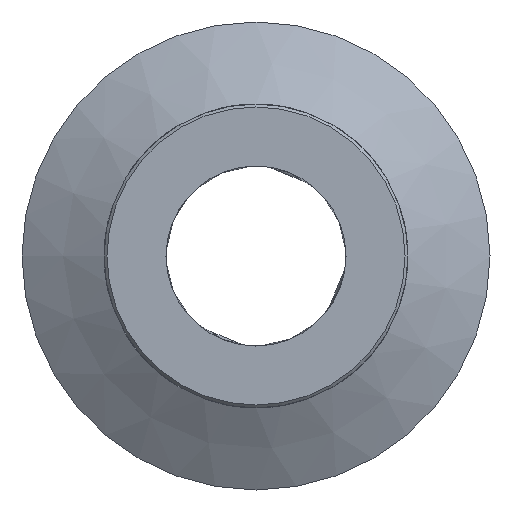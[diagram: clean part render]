
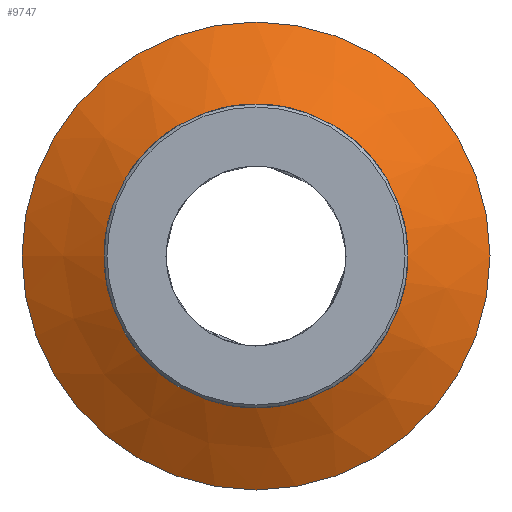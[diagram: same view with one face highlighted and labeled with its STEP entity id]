
A CAD part, left-side view. The second image highlights one B-rep face of the part: STEP entity #9747.
In plain terms, the highlighted conical face has half-angle 60 degrees and reference radius 17.018 mm.
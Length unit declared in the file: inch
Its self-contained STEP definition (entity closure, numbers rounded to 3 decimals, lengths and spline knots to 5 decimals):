
#8098=CARTESIAN_POINT('',(1.2,0.5275,0.0));
#8099=VERTEX_POINT('',#8098);
#8100=CARTESIAN_POINT('',(1.2,0.0,0.0));
#8101=DIRECTION('',(1.0,0.0,0.0));
#8102=DIRECTION('',(0.0,1.0,0.0));
#8103=AXIS2_PLACEMENT_3D('',#8100,#8101,#8102);
#8104=CIRCLE('',#8103,0.5275);
#8105=EDGE_CURVE('',#8099,#8099,#8104,.T.);
#9728=CARTESIAN_POINT('',(1.28227,0.0,0.0));
#9729=DIRECTION('',(1.0,0.0,0.0));
#9730=DIRECTION('',(0.0,1.0,0.0));
#9731=AXIS2_PLACEMENT_3D('',#9728,#9729,#9730);
#9732=CONICAL_SURFACE('',#9731,0.67,60.);
#9733=CARTESIAN_POINT('',(1.36454,0.8125,0.0));
#9734=VERTEX_POINT('',#9733);
#9735=CARTESIAN_POINT('',(1.36454,0.0,0.0));
#9736=DIRECTION('',(1.0,0.0,0.0));
#9737=DIRECTION('',(0.0,1.0,0.0));
#9738=AXIS2_PLACEMENT_3D('',#9735,#9736,#9737);
#9739=CIRCLE('',#9738,0.8125);
#9740=EDGE_CURVE('',#9734,#9734,#9739,.T.);
#9741=ORIENTED_EDGE('',*,*,#9740,.F.);
#9742=EDGE_LOOP('',(#9741));
#9743=FACE_OUTER_BOUND('',#9742,.T.);
#9744=ORIENTED_EDGE('',*,*,#8105,.T.);
#9745=EDGE_LOOP('',(#9744));
#9746=FACE_BOUND('',#9745,.T.);
#9747=ADVANCED_FACE('',(#9743,#9746),#9732,.T.);
